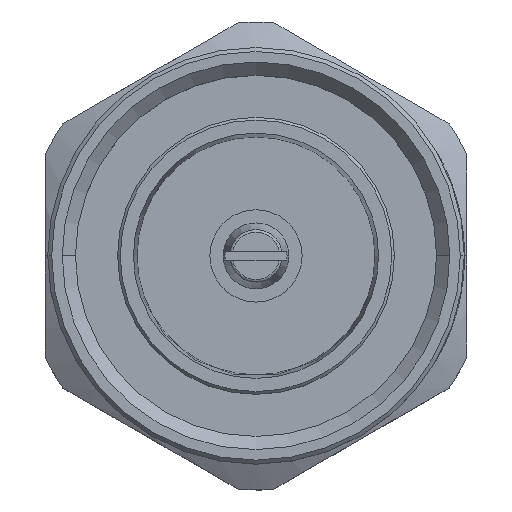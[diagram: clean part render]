
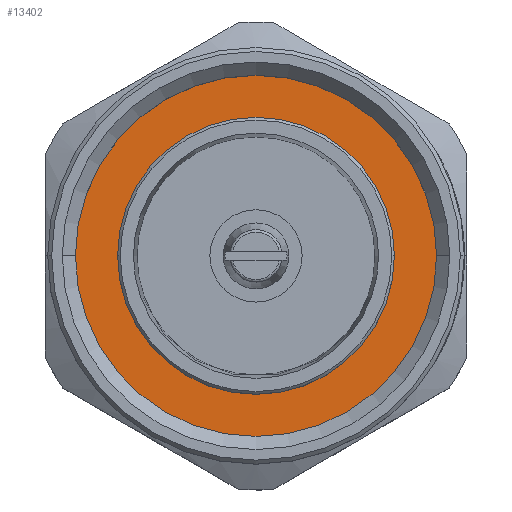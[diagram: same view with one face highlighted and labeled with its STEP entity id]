
A CAD part, top view. The second image highlights one B-rep face of the part: STEP entity #13402.
In plain terms, the highlighted planar face has unit normal (0, 0, 1).
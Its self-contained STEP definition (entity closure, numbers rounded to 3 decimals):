
#646 = CARTESIAN_POINT ( 'NONE',  ( 0., 0., -5.754 ) ) ;
#647 = DIRECTION ( 'NONE',  ( 0., 0., 1. ) ) ;
#648 = DIRECTION ( 'NONE',  ( -1., 0., 0. ) ) ;
#714 = CARTESIAN_POINT ( 'NONE',  ( 10.357, 0., -5.754 ) ) ;
#783 = CARTESIAN_POINT ( 'NONE',  ( 13.7, 0., -5.754 ) ) ;
#803 = CARTESIAN_POINT ( 'NONE',  ( -13.7, 0., -5.754 ) ) ;
#1356 = EDGE_LOOP ( 'NONE', ( #2201, #2202 ) ) ;
#1450 = EDGE_CURVE ( 'NONE', #10569, #11282, #2272, .T. ) ;
#1482 = EDGE_CURVE ( 'NONE', #11282, #10569, #2324, .T. ) ;
#2199 = ORIENTED_EDGE ( 'NONE', *, *, #11059, .T. ) ;
#2200 = ORIENTED_EDGE ( 'NONE', *, *, #11114, .T. ) ;
#2201 = ORIENTED_EDGE ( 'NONE', *, *, #1482, .T. ) ;
#2202 = ORIENTED_EDGE ( 'NONE', *, *, #1450, .T. ) ;
#2272 = CIRCLE ( 'NONE', #13078, 10.357 ) ;
#2324 = CIRCLE ( 'NONE', #13074, 10.357 ) ;
#3275 = CARTESIAN_POINT ( 'NONE',  ( 0., 0., -5.754 ) ) ;
#3276 = DIRECTION ( 'NONE',  ( 0., 0., -1. ) ) ;
#3277 = DIRECTION ( 'NONE',  ( -1., 0., 0. ) ) ;
#3362 = CARTESIAN_POINT ( 'NONE',  ( 0., 0., -5.754 ) ) ;
#3363 = DIRECTION ( 'NONE',  ( 0., 0., -1. ) ) ;
#3364 = DIRECTION ( 'NONE',  ( -1., 0., 0. ) ) ;
#3402 = FACE_OUTER_BOUND ( 'NONE', #10599, .T. ) ;
#3406 = FACE_BOUND ( 'NONE', #1356, .T. ) ;
#4269 = DIRECTION ( 'NONE',  ( 0., 0., -1. ) ) ;
#4277 = CARTESIAN_POINT ( 'NONE',  ( 0., 1.929, -5.754 ) ) ;
#4279 = PLANE ( 'NONE',  #6346 ) ;
#4281 = DIRECTION ( 'NONE',  ( -1., 0., 0. ) ) ;
#6346 = AXIS2_PLACEMENT_3D ( 'NONE', #4277, #4269, #4281 ) ;
#8508 = AXIS2_PLACEMENT_3D ( 'NONE', #12774, #12775, #12776 ) ;
#9711 = CIRCLE ( 'NONE', #8508, 13.7 ) ;
#9774 = CIRCLE ( 'NONE', #12131, 13.7 ) ;
#10569 = VERTEX_POINT ( 'NONE', #12458 ) ;
#10599 = EDGE_LOOP ( 'NONE', ( #2199, #2200 ) ) ;
#11059 = EDGE_CURVE ( 'NONE', #11424, #11444, #9711, .T. ) ;
#11114 = EDGE_CURVE ( 'NONE', #11444, #11424, #9774, .T. ) ;
#11282 = VERTEX_POINT ( 'NONE', #714 ) ;
#11424 = VERTEX_POINT ( 'NONE', #783 ) ;
#11444 = VERTEX_POINT ( 'NONE', #803 ) ;
#12131 = AXIS2_PLACEMENT_3D ( 'NONE', #646, #647, #648 ) ;
#12458 = CARTESIAN_POINT ( 'NONE',  ( -10.357, 0., -5.754 ) ) ;
#12774 = CARTESIAN_POINT ( 'NONE',  ( 0., 0., -5.754 ) ) ;
#12775 = DIRECTION ( 'NONE',  ( 0., 0., 1. ) ) ;
#12776 = DIRECTION ( 'NONE',  ( -1., 0., 0. ) ) ;
#13074 = AXIS2_PLACEMENT_3D ( 'NONE', #3362, #3363, #3364 ) ;
#13078 = AXIS2_PLACEMENT_3D ( 'NONE', #3275, #3276, #3277 ) ;
#13402 = ADVANCED_FACE ( 'NONE', ( #3402, #3406 ), #4279, .F. ) ;
